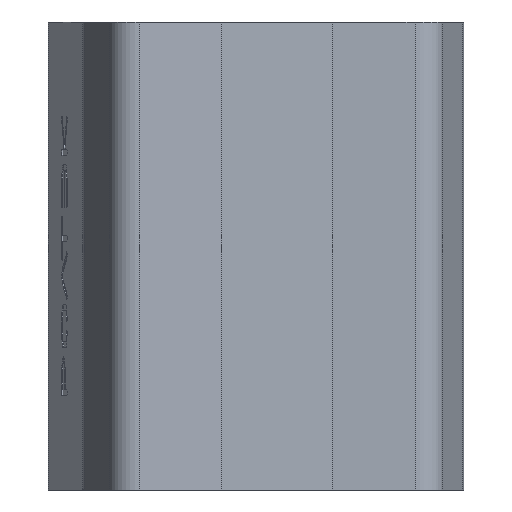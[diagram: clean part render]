
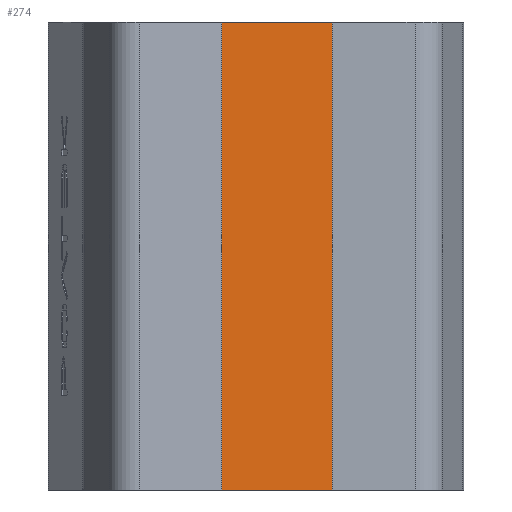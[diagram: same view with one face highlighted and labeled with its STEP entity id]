
A CAD part, front view. The second image highlights one B-rep face of the part: STEP entity #274.
In plain terms, the highlighted planar face has unit normal (0.07, -0.998, 0).
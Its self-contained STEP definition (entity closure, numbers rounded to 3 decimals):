
#274=ADVANCED_FACE('',(#1935),#1937,.F.);
#1935=FACE_BOUND('',#1936,.T.);
#1936=EDGE_LOOP('',(#3226,#3227,#3228,#3229));
#1937=PLANE('',#1938);
#1938=AXIS2_PLACEMENT_3D('',#1939,#1940,#1941);
#1939=CARTESIAN_POINT('',(-4.779,-33.834,-75.));
#1940=DIRECTION('',(-0.07,0.998,0.));
#1941=DIRECTION('',(0.,0.,1.));
#3226=ORIENTED_EDGE('',*,*,#4154,.T.);
#3227=ORIENTED_EDGE('',*,*,#4146,.F.);
#3228=ORIENTED_EDGE('',*,*,#4117,.T.);
#3229=ORIENTED_EDGE('',*,*,#4149,.F.);
#4117=EDGE_CURVE('',#4583,#4597,#4631,.T.);
#4146=EDGE_CURVE('',#4583,#4672,#4676,.T.);
#4149=EDGE_CURVE('',#4679,#4597,#4681,.T.);
#4154=EDGE_CURVE('',#4679,#4672,#4688,.T.);
#4583=VERTEX_POINT('',#5391);
#4597=VERTEX_POINT('',#5424);
#4631=LINE('',#5503,#5504);
#4672=VERTEX_POINT('',#5610);
#4676=LINE('',#5618,#5619);
#4679=VERTEX_POINT('',#5625);
#4681=LINE('',#5629,#5630);
#4688=LINE('',#5648,#5649);
#5391=CARTESIAN_POINT('',(-4.186,-33.793,-75.));
#5424=CARTESIAN_POINT('',(-4.186,-33.793,0.));
#5503=CARTESIAN_POINT('',(-4.186,-33.793,-75.));
#5504=VECTOR('',#5505,1.);
#5505=DIRECTION('',(0.,0.,1.));
#5610=CARTESIAN_POINT('',(-58.615,-37.599,-75.));
#5618=CARTESIAN_POINT('',(-4.186,-33.793,-75.));
#5619=VECTOR('',#5620,1.);
#5620=DIRECTION('',(-0.998,-0.07,0.));
#5625=CARTESIAN_POINT('',(-58.615,-37.599,0.));
#5629=CARTESIAN_POINT('',(-58.615,-37.599,0.));
#5630=VECTOR('',#5631,1.);
#5631=DIRECTION('',(0.998,0.07,0.));
#5648=CARTESIAN_POINT('',(-58.615,-37.599,0.));
#5649=VECTOR('',#5650,1.);
#5650=DIRECTION('',(0.,0.,-1.));
